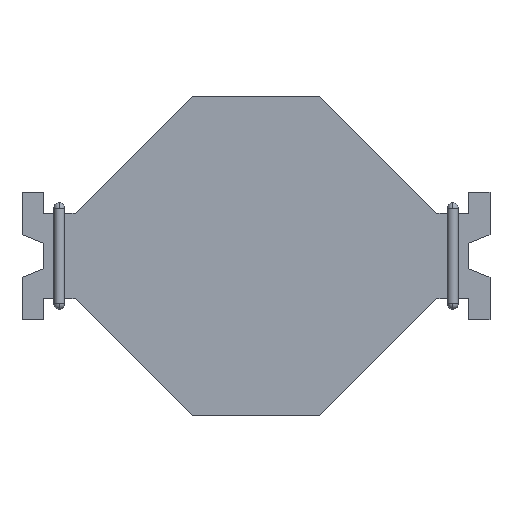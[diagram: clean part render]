
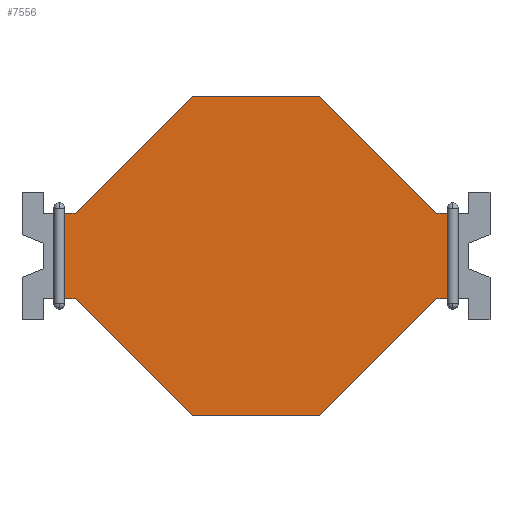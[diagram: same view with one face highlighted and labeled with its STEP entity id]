
A CAD part, front view. The second image highlights one B-rep face of the part: STEP entity #7556.
In plain terms, the highlighted planar face has unit normal (0, -1, 0).
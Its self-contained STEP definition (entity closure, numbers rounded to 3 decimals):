
#2388=DIRECTION('',(0.,0.,-1.));
#2389=VECTOR('',#2388,4.);
#2390=CARTESIAN_POINT('',(-9.,0.,2.));
#2391=LINE('',#2390,#2389);
#2392=DIRECTION('',(1.,0.,0.));
#2393=VECTOR('',#2392,0.5);
#2394=CARTESIAN_POINT('',(-9.,0.,2.));
#2395=LINE('',#2394,#2393);
#2396=DIRECTION('',(0.707,0.,0.707));
#2397=VECTOR('',#2396,7.778);
#2398=CARTESIAN_POINT('',(-8.5,0.,2.));
#2399=LINE('',#2398,#2397);
#2400=DIRECTION('',(1.,0.,0.));
#2401=VECTOR('',#2400,6.);
#2402=CARTESIAN_POINT('',(-3.,0.,7.5));
#2403=LINE('',#2402,#2401);
#2404=DIRECTION('',(0.707,0.,-0.707));
#2405=VECTOR('',#2404,7.778);
#2406=CARTESIAN_POINT('',(3.,0.,7.5));
#2407=LINE('',#2406,#2405);
#2408=DIRECTION('',(1.,0.,0.));
#2409=VECTOR('',#2408,0.5);
#2410=CARTESIAN_POINT('',(8.5,0.,2.));
#2411=LINE('',#2410,#2409);
#2412=DIRECTION('',(0.,0.,-1.));
#2413=VECTOR('',#2412,4.);
#2414=CARTESIAN_POINT('',(9.,0.,2.));
#2415=LINE('',#2414,#2413);
#2416=DIRECTION('',(-1.,0.,0.));
#2417=VECTOR('',#2416,0.5);
#2418=CARTESIAN_POINT('',(9.,0.,-2.));
#2419=LINE('',#2418,#2417);
#2420=DIRECTION('',(-0.707,0.,-0.707));
#2421=VECTOR('',#2420,7.778);
#2422=CARTESIAN_POINT('',(8.5,0.,-2.));
#2423=LINE('',#2422,#2421);
#2424=DIRECTION('',(-1.,0.,0.));
#2425=VECTOR('',#2424,6.);
#2426=CARTESIAN_POINT('',(3.,0.,-7.5));
#2427=LINE('',#2426,#2425);
#2428=DIRECTION('',(-0.707,0.,0.707));
#2429=VECTOR('',#2428,7.778);
#2430=CARTESIAN_POINT('',(-3.,0.,-7.5));
#2431=LINE('',#2430,#2429);
#2432=DIRECTION('',(-1.,0.,0.));
#2433=VECTOR('',#2432,0.5);
#2434=CARTESIAN_POINT('',(-8.5,0.,-2.));
#2435=LINE('',#2434,#2433);
#2922=CARTESIAN_POINT('',(8.5,0.,-2.));
#2923=CARTESIAN_POINT('',(3.,0.,-7.5));
#2924=VERTEX_POINT('',#2922);
#2925=VERTEX_POINT('',#2923);
#2926=CARTESIAN_POINT('',(-3.,0.,-7.5));
#2927=VERTEX_POINT('',#2926);
#2928=CARTESIAN_POINT('',(-8.5,0.,-2.));
#2929=VERTEX_POINT('',#2928);
#2950=CARTESIAN_POINT('',(-8.5,0.,2.));
#2951=CARTESIAN_POINT('',(-3.,0.,7.5));
#2952=VERTEX_POINT('',#2950);
#2953=VERTEX_POINT('',#2951);
#2954=CARTESIAN_POINT('',(3.,0.,7.5));
#2955=VERTEX_POINT('',#2954);
#2956=CARTESIAN_POINT('',(8.5,0.,2.));
#2957=VERTEX_POINT('',#2956);
#3036=CARTESIAN_POINT('',(9.,0.,2.));
#3037=CARTESIAN_POINT('',(9.,0.,-2.));
#3038=VERTEX_POINT('',#3036);
#3039=VERTEX_POINT('',#3037);
#3052=CARTESIAN_POINT('',(-9.,0.,2.));
#3053=CARTESIAN_POINT('',(-9.,0.,-2.));
#3054=VERTEX_POINT('',#3052);
#3055=VERTEX_POINT('',#3053);
#7529=CARTESIAN_POINT('',(0.,0.,0.));
#7530=DIRECTION('',(0.,1.,0.));
#7531=DIRECTION('',(1.,0.,0.));
#7532=AXIS2_PLACEMENT_3D('',#7529,#7530,#7531);
#7533=PLANE('',#7532);
#7535=ORIENTED_EDGE('',*,*,#7534,.F.);
#7537=ORIENTED_EDGE('',*,*,#7536,.T.);
#7539=ORIENTED_EDGE('',*,*,#7538,.T.);
#7541=ORIENTED_EDGE('',*,*,#7540,.T.);
#7543=ORIENTED_EDGE('',*,*,#7542,.T.);
#7544=ORIENTED_EDGE('',*,*,#7412,.T.);
#7545=ORIENTED_EDGE('',*,*,#7452,.T.);
#7546=ORIENTED_EDGE('',*,*,#7467,.T.);
#7547=ORIENTED_EDGE('',*,*,#7491,.T.);
#7549=ORIENTED_EDGE('',*,*,#7548,.T.);
#7551=ORIENTED_EDGE('',*,*,#7550,.T.);
#7553=ORIENTED_EDGE('',*,*,#7552,.T.);
#7554=EDGE_LOOP('',(#7535,#7537,#7539,#7541,#7543,#7544,#7545,#7546,#7547,#7549,
#7551,#7553));
#7555=FACE_OUTER_BOUND('',#7554,.F.);
#7412=EDGE_CURVE('',#2957,#3038,#2411,.T.);
#7452=EDGE_CURVE('',#3038,#3039,#2415,.T.);
#7467=EDGE_CURVE('',#3039,#2924,#2419,.T.);
#7491=EDGE_CURVE('',#2924,#2925,#2423,.T.);
#7534=EDGE_CURVE('',#3054,#3055,#2391,.T.);
#7536=EDGE_CURVE('',#3054,#2952,#2395,.T.);
#7538=EDGE_CURVE('',#2952,#2953,#2399,.T.);
#7540=EDGE_CURVE('',#2953,#2955,#2403,.T.);
#7542=EDGE_CURVE('',#2955,#2957,#2407,.T.);
#7548=EDGE_CURVE('',#2925,#2927,#2427,.T.);
#7550=EDGE_CURVE('',#2927,#2929,#2431,.T.);
#7552=EDGE_CURVE('',#2929,#3055,#2435,.T.);
#7556=ADVANCED_FACE('',(#7555),#7533,.F.);
